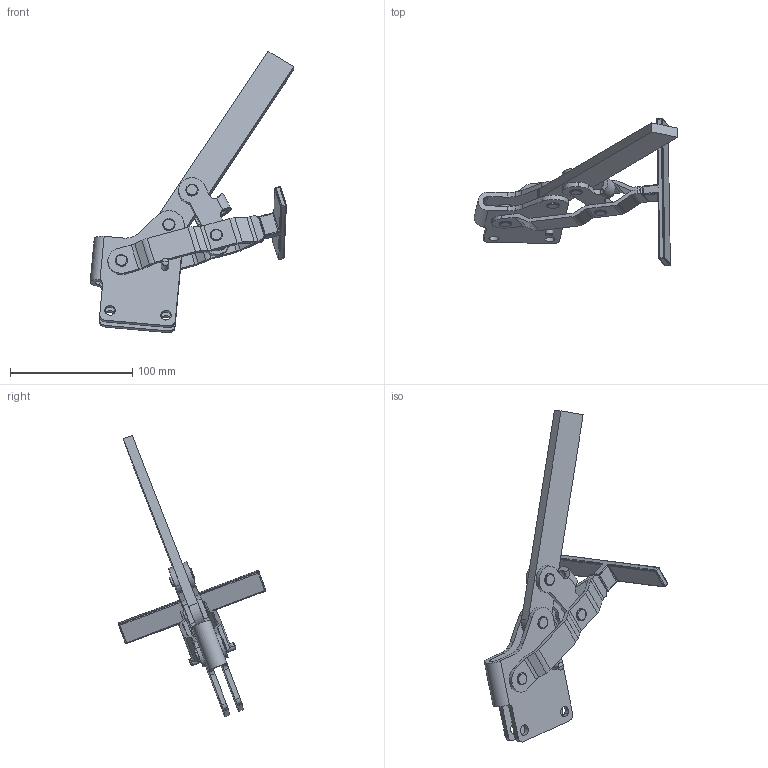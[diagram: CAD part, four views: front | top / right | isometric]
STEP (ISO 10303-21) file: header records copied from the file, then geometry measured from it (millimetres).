
FILE_DESCRIPTION((''),'2;1');
FILE_NAME('215TF.1-opened.stp','2005-09-27T21:13:50',('Kysilko'),(''),'Autodesk Inventor 8','Autodesk Inventor 8','');
FILE_SCHEMA(('AUTOMOTIVE_DESIGN { 1 0 10303 214 1 1 1 1 }'));
Length unit declared in the file: millimetre
Products named in the file (1): Part24
Bounding box: 166.7 x 120.83 x 230.3 mm (x, y, z)
Volume: 125573.9 mm3; surface area: 62827.7 mm2
Topology: 1 solids, 10 shells, 1205 faces, 3574 edges, 2169 vertices
Faces by surface type: plane 674, cone 298, cylinder 177, bspline 30, sphere 14, torus 12
Entity records: 40995 total; most frequent: CARTESIAN_POINT 9275, ORIENTED_EDGE 7108, DIRECTION 6669, EDGE_CURVE 3554, AXIS2_PLACEMENT_3D 2514, VERTEX_POINT 2169, VECTOR 1641, LINE 1641
